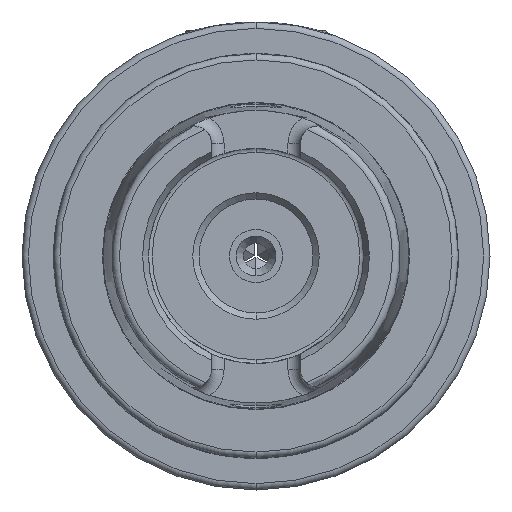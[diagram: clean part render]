
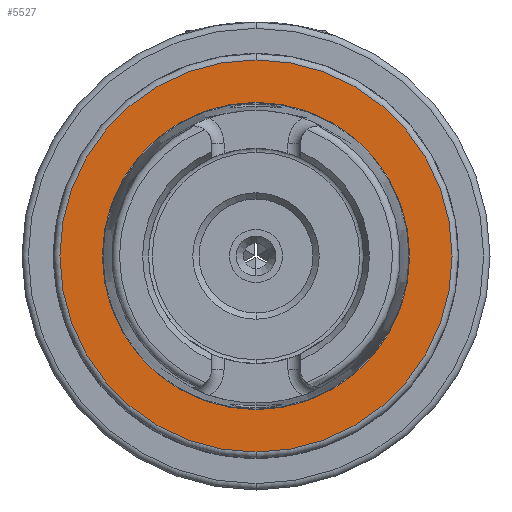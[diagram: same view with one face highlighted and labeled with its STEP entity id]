
A CAD part, front view. The second image highlights one B-rep face of the part: STEP entity #5527.
In plain terms, the highlighted planar face has unit normal (0, -1, 0).
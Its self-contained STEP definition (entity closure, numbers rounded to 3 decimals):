
#1165 = DIRECTION ( 'NONE',  ( 0., 0., -1. ) ) ;
#2435 = CARTESIAN_POINT ( 'NONE',  ( 0., 16., -12.15 ) ) ;
#2826 = AXIS2_PLACEMENT_3D ( 'NONE', #12698, #18631, #16875 ) ;
#3041 = CIRCLE ( 'NONE', #12209, 15.5 ) ;
#3683 = EDGE_CURVE ( 'NONE', #16467, #9086, #10992, .T. ) ;
#3779 = DIRECTION ( 'NONE',  ( 0., 0., -1. ) ) ;
#4927 = DIRECTION ( 'NONE',  ( 0., -1., 0. ) ) ;
#5094 = EDGE_LOOP ( 'NONE', ( #6037, #22515 ) ) ;
#5440 = CARTESIAN_POINT ( 'NONE',  ( 11.75, 16., 0. ) ) ;
#5518 = PLANE ( 'NONE',  #19869 ) ;
#5527 = ADVANCED_FACE ( 'NONE', ( #9716, #14271 ), #5518, .T. ) ;
#5743 = DIRECTION ( 'NONE',  ( 0., 0., -1. ) ) ;
#6037 = ORIENTED_EDGE ( 'NONE', *, *, #24644, .T. ) ;
#7304 = EDGE_CURVE ( 'NONE', #9086, #16467, #3041, .T. ) ;
#7879 = AXIS2_PLACEMENT_3D ( 'NONE', #17707, #23534, #23208 ) ;
#8228 = CARTESIAN_POINT ( 'NONE',  ( 0., 16., 15.5 ) ) ;
#9086 = VERTEX_POINT ( 'NONE', #24666 ) ;
#9141 = VERTEX_POINT ( 'NONE', #19384 ) ;
#9716 = FACE_BOUND ( 'NONE', #5094, .T. ) ;
#10992 = CIRCLE ( 'NONE', #21119, 15.5 ) ;
#11569 = CIRCLE ( 'NONE', #2826, 12.15 ) ;
#12209 = AXIS2_PLACEMENT_3D ( 'NONE', #13402, #20992, #5743 ) ;
#12388 = EDGE_CURVE ( 'NONE', #9141, #23836, #16235, .T. ) ;
#12698 = CARTESIAN_POINT ( 'NONE',  ( 0., 16., 0. ) ) ;
#12921 = EDGE_LOOP ( 'NONE', ( #22010, #21709 ) ) ;
#13402 = CARTESIAN_POINT ( 'NONE',  ( 0., 16., 0. ) ) ;
#14271 = FACE_OUTER_BOUND ( 'NONE', #12921, .T. ) ;
#16235 = CIRCLE ( 'NONE', #7879, 12.15 ) ;
#16467 = VERTEX_POINT ( 'NONE', #8228 ) ;
#16875 = DIRECTION ( 'NONE',  ( 0., 0., -1. ) ) ;
#17707 = CARTESIAN_POINT ( 'NONE',  ( 0., 16., 0. ) ) ;
#18495 = CARTESIAN_POINT ( 'NONE',  ( 0., 16., 0. ) ) ;
#18631 = DIRECTION ( 'NONE',  ( 0., 1., 0. ) ) ;
#19384 = CARTESIAN_POINT ( 'NONE',  ( 0., 16., 12.15 ) ) ;
#19869 = AXIS2_PLACEMENT_3D ( 'NONE', #5440, #21093, #3779 ) ;
#20992 = DIRECTION ( 'NONE',  ( 0., -1., 0. ) ) ;
#21093 = DIRECTION ( 'NONE',  ( 0., -1., 0. ) ) ;
#21119 = AXIS2_PLACEMENT_3D ( 'NONE', #18495, #4927, #1165 ) ;
#21709 = ORIENTED_EDGE ( 'NONE', *, *, #3683, .T. ) ;
#22010 = ORIENTED_EDGE ( 'NONE', *, *, #7304, .T. ) ;
#22515 = ORIENTED_EDGE ( 'NONE', *, *, #12388, .T. ) ;
#23208 = DIRECTION ( 'NONE',  ( 0., 0., -1. ) ) ;
#23534 = DIRECTION ( 'NONE',  ( 0., 1., 0. ) ) ;
#23836 = VERTEX_POINT ( 'NONE', #2435 ) ;
#24644 = EDGE_CURVE ( 'NONE', #23836, #9141, #11569, .T. ) ;
#24666 = CARTESIAN_POINT ( 'NONE',  ( 0., 16., -15.5 ) ) ;
